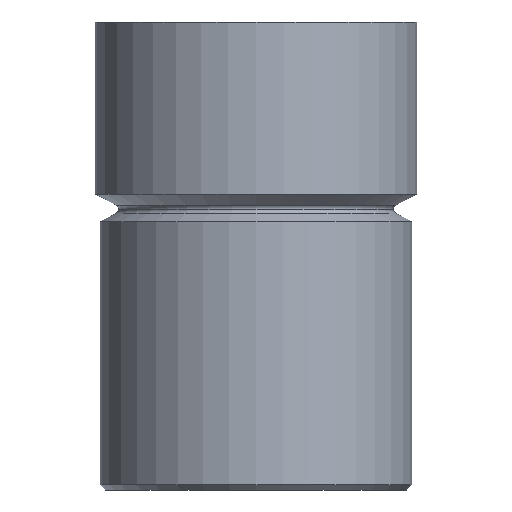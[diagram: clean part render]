
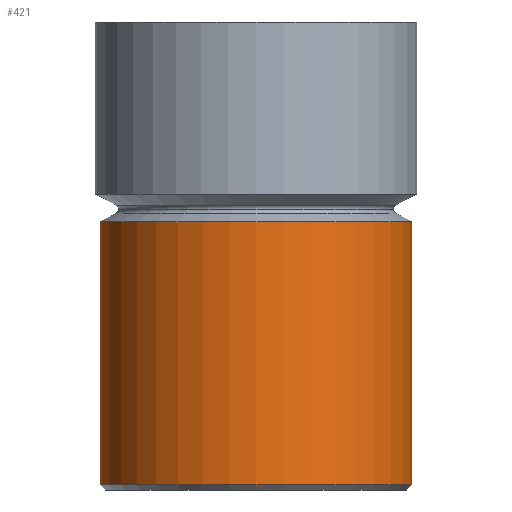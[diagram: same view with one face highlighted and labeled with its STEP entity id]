
A CAD part, front view. The second image highlights one B-rep face of the part: STEP entity #421.
In plain terms, the highlighted cylindrical face has radius 8.331 mm (diameter 16.662 mm), a partial arc.
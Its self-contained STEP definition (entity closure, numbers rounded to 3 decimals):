
#12 = DIRECTION ( 'NONE',  ( 1., 0., 0. ) ) ;
#13 = DIRECTION ( 'NONE',  ( 0., 0., 1. ) ) ;
#14 = CARTESIAN_POINT ( 'NONE',  ( 0., 0., -24.709 ) ) ;
#15 = AXIS2_PLACEMENT_3D ( 'NONE', #14, #13, #12 ) ;
#16 = CIRCLE ( 'NONE', #15, 8.331 ) ;
#22 = CARTESIAN_POINT ( 'NONE',  ( -8.331, 0., -24.709 ) ) ;
#37 = DIRECTION ( 'NONE',  ( 1., 0., 0. ) ) ;
#38 = DIRECTION ( 'NONE',  ( 0., 0., 1. ) ) ;
#39 = CARTESIAN_POINT ( 'NONE',  ( 0., 0., -10.669 ) ) ;
#40 = AXIS2_PLACEMENT_3D ( 'NONE', #39, #38, #37 ) ;
#41 = CIRCLE ( 'NONE', #40, 8.331 ) ;
#46 = DIRECTION ( 'NONE',  ( 1., 0., 0. ) ) ;
#47 = DIRECTION ( 'NONE',  ( 0., 0., 1. ) ) ;
#48 = CARTESIAN_POINT ( 'NONE',  ( 0., 0., 0. ) ) ;
#49 = AXIS2_PLACEMENT_3D ( 'NONE', #48, #47, #46 ) ;
#51 = CYLINDRICAL_SURFACE ( 'NONE', #49, 8.331 ) ;
#52 = FACE_OUTER_BOUND ( 'NONE', #403, .T. ) ;
#79 = CARTESIAN_POINT ( 'NONE',  ( 8.331, 0., -24.709 ) ) ;
#179 = DIRECTION ( 'NONE',  ( 0., 0., 1. ) ) ;
#180 = VECTOR ( 'NONE', #179, 1000. ) ;
#181 = CARTESIAN_POINT ( 'NONE',  ( 8.331, 0., 0. ) ) ;
#182 = LINE ( 'NONE', #181, #180 ) ;
#183 = DIRECTION ( 'NONE',  ( 0., 0., 1. ) ) ;
#184 = VECTOR ( 'NONE', #183, 1000. ) ;
#185 = CARTESIAN_POINT ( 'NONE',  ( -8.331, 0., 0. ) ) ;
#186 = LINE ( 'NONE', #185, #184 ) ;
#224 = CARTESIAN_POINT ( 'NONE',  ( 8.331, 0., -10.669 ) ) ;
#230 = CARTESIAN_POINT ( 'NONE',  ( -8.331, 0., -10.669 ) ) ;
#403 = EDGE_LOOP ( 'NONE', ( #417, #405, #413, #466 ) ) ;
#405 = ORIENTED_EDGE ( 'NONE', *, *, #415, .T. ) ;
#408 = VERTEX_POINT ( 'NONE', #22 ) ;
#413 = ORIENTED_EDGE ( 'NONE', *, *, #479, .T. ) ;
#415 = EDGE_CURVE ( 'NONE', #408, #438, #16, .T. ) ;
#417 = ORIENTED_EDGE ( 'NONE', *, *, #477, .F. ) ;
#421 = ADVANCED_FACE ( 'NONE', ( #52 ), #51, .T. ) ;
#425 = EDGE_CURVE ( 'NONE', #518, #522, #41, .T. ) ;
#438 = VERTEX_POINT ( 'NONE', #79 ) ;
#466 = ORIENTED_EDGE ( 'NONE', *, *, #425, .F. ) ;
#477 = EDGE_CURVE ( 'NONE', #408, #518, #186, .T. ) ;
#479 = EDGE_CURVE ( 'NONE', #438, #522, #182, .T. ) ;
#518 = VERTEX_POINT ( 'NONE', #230 ) ;
#522 = VERTEX_POINT ( 'NONE', #224 ) ;
